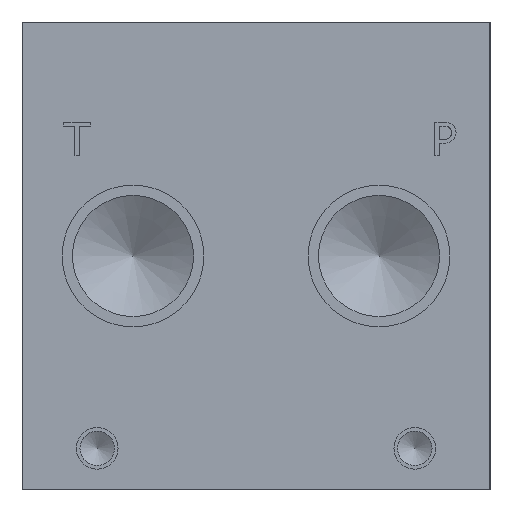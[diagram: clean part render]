
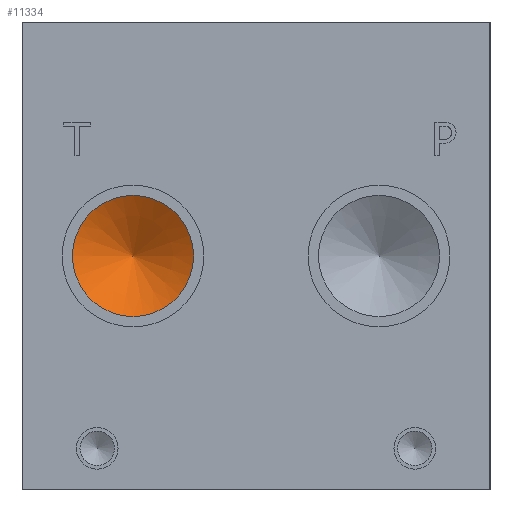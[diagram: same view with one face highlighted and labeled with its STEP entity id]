
A CAD part, left-side view. The second image highlights one B-rep face of the part: STEP entity #11334.
In plain terms, the highlighted conical face has half-angle 60 degrees and reference radius 5.753 mm.
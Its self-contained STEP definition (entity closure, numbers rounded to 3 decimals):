
#65=CONICAL_SURFACE('',#11806,5.753,1.047);
#124=CIRCLE('',#11807,11.506);
#125=CIRCLE('',#11808,11.506);
#1320=FACE_OUTER_BOUND('',#1963,.T.);
#1963=EDGE_LOOP('',(#9537,#9538,#9539,#9540));
#3099=LINE('',#19124,#4175);
#4175=VECTOR('',#13772,5.753);
#5159=VERTEX_POINT('',#19120);
#5160=VERTEX_POINT('',#19121);
#5161=VERTEX_POINT('',#19123);
#6678=EDGE_CURVE('',#5159,#5160,#124,.T.);
#6679=EDGE_CURVE('',#5160,#5161,#3099,.T.);
#6680=EDGE_CURVE('',#5160,#5159,#125,.T.);
#9537=ORIENTED_EDGE('',*,*,#6678,.T.);
#9538=ORIENTED_EDGE('',*,*,#6679,.T.);
#9539=ORIENTED_EDGE('',*,*,#6679,.F.);
#9540=ORIENTED_EDGE('',*,*,#6680,.T.);
#11334=ADVANCED_FACE('',(#1320),#65,.F.);
#11806=AXIS2_PLACEMENT_3D('',#19119,#13768,#13769);
#11807=AXIS2_PLACEMENT_3D('',#19122,#13770,#13771);
#11808=AXIS2_PLACEMENT_3D('',#19125,#13773,#13774);
#13768=DIRECTION('center_axis',(-1.,0.,0.));
#13769=DIRECTION('ref_axis',(0.,1.,0.));
#13770=DIRECTION('center_axis',(-1.,0.,0.));
#13771=DIRECTION('ref_axis',(0.,1.,0.));
#13772=DIRECTION('',(0.5,0.866,0.));
#13773=DIRECTION('center_axis',(-1.,0.,0.));
#13774=DIRECTION('ref_axis',(0.,1.,0.));
#19119=CARTESIAN_POINT('Origin',(19.835,67.818,44.45));
#19120=CARTESIAN_POINT('',(16.514,79.324,44.45));
#19121=CARTESIAN_POINT('',(16.514,56.312,44.45));
#19122=CARTESIAN_POINT('Origin',(16.514,67.818,44.45));
#19123=CARTESIAN_POINT('',(23.157,67.818,44.45));
#19124=CARTESIAN_POINT('',(19.835,62.065,44.45));
#19125=CARTESIAN_POINT('Origin',(16.514,67.818,44.45));
